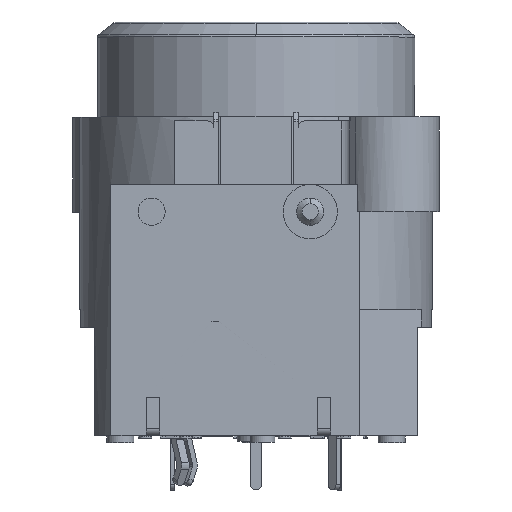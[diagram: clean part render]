
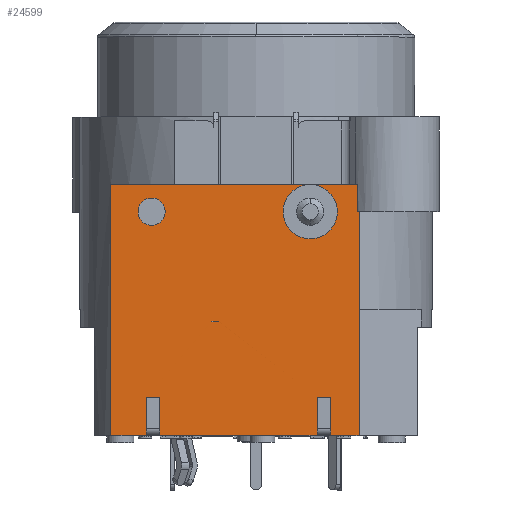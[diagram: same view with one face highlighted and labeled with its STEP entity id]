
A CAD part, top view. The second image highlights one B-rep face of the part: STEP entity #24599.
In plain terms, the highlighted planar face has unit normal (0, 0, 1).
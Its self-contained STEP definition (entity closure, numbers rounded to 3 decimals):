
#1142=DIRECTION('',(1.,0.,0.));
#1143=VECTOR('',#1142,11.6);
#1144=CARTESIAN_POINT('',(-7.1,-30.5,14.5));
#1145=LINE('',#1144,#1143);
#1146=DIRECTION('',(1.,0.,0.));
#1147=VECTOR('',#1146,2.1);
#1148=CARTESIAN_POINT('',(5.5,-30.5,14.5));
#1149=LINE('',#1148,#1147);
#1188=DIRECTION('',(1.,0.,0.));
#1189=VECTOR('',#1188,2.6);
#1190=CARTESIAN_POINT('',(-10.7,-30.5,14.5));
#1191=LINE('',#1190,#1189);
#5214=CARTESIAN_POINT('',(-7.7,-14.,14.5));
#5215=DIRECTION('',(0.,0.,1.));
#5216=DIRECTION('',(0.,1.,0.));
#5217=AXIS2_PLACEMENT_3D('',#5214,#5215,#5216);
#5219=CARTESIAN_POINT('',(-7.7,-14.,14.5));
#5220=DIRECTION('',(0.,0.,1.));
#5221=DIRECTION('',(0.,-1.,0.));
#5222=AXIS2_PLACEMENT_3D('',#5219,#5220,#5221);
#5224=CARTESIAN_POINT('',(4.,-14.,14.5));
#5225=DIRECTION('',(0.,0.,1.));
#5226=DIRECTION('',(0.,1.,0.));
#5227=AXIS2_PLACEMENT_3D('',#5224,#5225,#5226);
#5229=CARTESIAN_POINT('',(4.,-14.,14.5));
#5230=DIRECTION('',(0.,0.,1.));
#5231=DIRECTION('',(0.,-1.,0.));
#5232=AXIS2_PLACEMENT_3D('',#5229,#5230,#5231);
#5234=DIRECTION('',(0.,-1.,0.));
#5235=VECTOR('',#5234,2.);
#5236=CARTESIAN_POINT('',(7.5,-12.,14.5));
#5237=LINE('',#5236,#5235);
#5238=DIRECTION('',(1.,0.,0.));
#5239=VECTOR('',#5238,0.1);
#5240=CARTESIAN_POINT('',(7.5,-14.,14.5));
#5241=LINE('',#5240,#5239);
#5242=DIRECTION('',(0.,-1.,0.));
#5243=VECTOR('',#5242,16.5);
#5244=CARTESIAN_POINT('',(7.6,-14.,14.5));
#5245=LINE('',#5244,#5243);
#5264=DIRECTION('',(1.,0.,0.));
#5265=VECTOR('',#5264,0.5);
#5266=CARTESIAN_POINT('',(-3.251,-22.061,14.5));
#5267=LINE('',#5266,#5265);
#5268=CARTESIAN_POINT('',(-2.751,-22.061,14.5));
#5269=CARTESIAN_POINT('',(-2.751,-22.065,14.5));
#5270=CARTESIAN_POINT('',(-2.751,-22.074,
14.5));
#5271=CARTESIAN_POINT('',(-2.751,-22.087,
14.501));
#5272=CARTESIAN_POINT('',(-2.751,-22.096,
14.498));
#5273=CARTESIAN_POINT('',(-2.751,-22.1,14.498));
#5275=DIRECTION('',(-1.,0.,0.));
#5276=VECTOR('',#5275,0.5);
#5277=CARTESIAN_POINT('',(-2.751,-22.1,14.498));
#5278=LINE('',#5277,#5276);
#5279=CARTESIAN_POINT('',(-3.251,-22.1,14.498));
#5280=CARTESIAN_POINT('',(-3.251,-22.096,
14.498));
#5281=CARTESIAN_POINT('',(-3.251,-22.087,
14.501));
#5282=CARTESIAN_POINT('',(-3.251,-22.074,
14.5));
#5283=CARTESIAN_POINT('',(-3.251,-22.065,14.5));
#5284=CARTESIAN_POINT('',(-3.251,-22.061,14.5));
#5286=DIRECTION('',(0.,-1.,0.));
#5287=VECTOR('',#5286,2.8);
#5288=CARTESIAN_POINT('',(-7.1,-27.7,14.5));
#5289=LINE('',#5288,#5287);
#5307=DIRECTION('',(0.,1.,0.));
#5308=VECTOR('',#5307,2.8);
#5309=CARTESIAN_POINT('',(-8.1,-30.5,14.5));
#5310=LINE('',#5309,#5308);
#5324=DIRECTION('',(1.,0.,0.));
#5325=VECTOR('',#5324,1.);
#5326=CARTESIAN_POINT('',(-8.1,-27.7,14.5));
#5327=LINE('',#5326,#5325);
#5336=DIRECTION('',(0.,-1.,0.));
#5337=VECTOR('',#5336,18.5);
#5338=CARTESIAN_POINT('',(-10.7,-12.,14.5));
#5339=LINE('',#5338,#5337);
#5752=DIRECTION('',(-1.,0.,0.));
#5753=VECTOR('',#5752,3.5);
#5754=CARTESIAN_POINT('',(7.5,-12.,14.5));
#5755=LINE('',#5754,#5753);
#5756=DIRECTION('',(-1.,0.,0.));
#5757=VECTOR('',#5756,14.7);
#5758=CARTESIAN_POINT('',(4.,-12.,14.5));
#5759=LINE('',#5758,#5757);
#12746=DIRECTION('',(0.,-1.,0.));
#12747=VECTOR('',#12746,2.8);
#12748=CARTESIAN_POINT('',(5.5,-27.7,14.5));
#12749=LINE('',#12748,#12747);
#12767=DIRECTION('',(0.,1.,0.));
#12768=VECTOR('',#12767,2.8);
#12769=CARTESIAN_POINT('',(4.5,-30.5,14.5));
#12770=LINE('',#12769,#12768);
#12784=DIRECTION('',(1.,0.,0.));
#12785=VECTOR('',#12784,1.);
#12786=CARTESIAN_POINT('',(4.5,-27.7,14.5));
#12787=LINE('',#12786,#12785);
#13434=CARTESIAN_POINT('',(5.5,-30.5,14.5));
#13435=CARTESIAN_POINT('',(4.5,-30.5,14.5));
#13436=VERTEX_POINT('',#13434);
#13437=VERTEX_POINT('',#13435);
#13438=CARTESIAN_POINT('',(7.6,-30.5,14.5));
#13439=VERTEX_POINT('',#13438);
#13456=CARTESIAN_POINT('',(-10.7,-30.5,14.5));
#13457=VERTEX_POINT('',#13456);
#13458=CARTESIAN_POINT('',(-8.1,-30.5,14.5));
#13459=VERTEX_POINT('',#13458);
#13460=CARTESIAN_POINT('',(-7.1,-30.5,14.5));
#13461=VERTEX_POINT('',#13460);
#14242=CARTESIAN_POINT('',(4.5,-27.7,14.5));
#14243=VERTEX_POINT('',#14242);
#14246=CARTESIAN_POINT('',(-7.1,-27.7,14.5));
#14247=VERTEX_POINT('',#14246);
#14248=CARTESIAN_POINT('',(-8.1,-27.7,14.5));
#14249=VERTEX_POINT('',#14248);
#14250=CARTESIAN_POINT('',(-10.7,-12.,14.5));
#14251=VERTEX_POINT('',#14250);
#14252=CARTESIAN_POINT('',(4.,-12.,14.5));
#14253=VERTEX_POINT('',#14252);
#14254=CARTESIAN_POINT('',(4.,-16.,14.5));
#14255=VERTEX_POINT('',#14254);
#14256=CARTESIAN_POINT('',(7.5,-12.,14.5));
#14257=VERTEX_POINT('',#14256);
#14258=CARTESIAN_POINT('',(7.5,-14.,14.5));
#14259=VERTEX_POINT('',#14258);
#14260=CARTESIAN_POINT('',(7.6,-14.,14.5));
#14261=VERTEX_POINT('',#14260);
#14262=CARTESIAN_POINT('',(5.5,-27.7,14.5));
#14263=VERTEX_POINT('',#14262);
#14264=CARTESIAN_POINT('',(-2.751,-22.1,14.498));
#14265=CARTESIAN_POINT('',(-3.251,-22.1,14.498));
#14266=VERTEX_POINT('',#14264);
#14267=VERTEX_POINT('',#14265);
#14268=CARTESIAN_POINT('',(-7.7,-13.,14.5));
#14269=CARTESIAN_POINT('',(-7.7,-15.,14.5));
#14270=VERTEX_POINT('',#14268);
#14271=VERTEX_POINT('',#14269);
#17016=CARTESIAN_POINT('',(-3.251,-22.061,14.5));
#17017=CARTESIAN_POINT('',(-2.751,-22.061,14.5));
#17018=VERTEX_POINT('',#17016);
#17019=VERTEX_POINT('',#17017);
#24545=CARTESIAN_POINT('',(7.5,-12.,14.5));
#24546=DIRECTION('',(0.,0.,1.));
#24547=DIRECTION('',(-1.,0.,0.));
#24548=AXIS2_PLACEMENT_3D('',#24545,#24546,#24547);
#24549=PLANE('',#24548);
#24550=ORIENTED_EDGE('',*,*,#17294,.F.);
#24552=ORIENTED_EDGE('',*,*,#24551,.F.);
#24554=ORIENTED_EDGE('',*,*,#24553,.F.);
#24556=ORIENTED_EDGE('',*,*,#24555,.F.);
#24557=ORIENTED_EDGE('',*,*,#17318,.F.);
#24559=ORIENTED_EDGE('',*,*,#24558,.F.);
#24561=ORIENTED_EDGE('',*,*,#24560,.F.);
#24563=ORIENTED_EDGE('',*,*,#24562,.T.);
#24565=ORIENTED_EDGE('',*,*,#24564,.T.);
#24567=ORIENTED_EDGE('',*,*,#24566,.F.);
#24569=ORIENTED_EDGE('',*,*,#24568,.T.);
#24571=ORIENTED_EDGE('',*,*,#24570,.T.);
#24573=ORIENTED_EDGE('',*,*,#24572,.T.);
#24574=ORIENTED_EDGE('',*,*,#17298,.F.);
#24576=ORIENTED_EDGE('',*,*,#24575,.F.);
#24578=ORIENTED_EDGE('',*,*,#24577,.F.);
#24580=ORIENTED_EDGE('',*,*,#24579,.F.);
#24581=EDGE_LOOP('',(#24550,#24552,#24554,#24556,#24557,#24559,#24561,#24563,
#24565,#24567,#24569,#24571,#24573,#24574,#24576,#24578,#24580));
#24582=FACE_OUTER_BOUND('',#24581,.F.);
#24584=ORIENTED_EDGE('',*,*,#24583,.F.);
#24586=ORIENTED_EDGE('',*,*,#24585,.F.);
#24588=ORIENTED_EDGE('',*,*,#24587,.F.);
#24590=ORIENTED_EDGE('',*,*,#24589,.F.);
#24591=EDGE_LOOP('',(#24584,#24586,#24588,#24590));
#24592=FACE_BOUND('',#24591,.F.);
#24594=ORIENTED_EDGE('',*,*,#24593,.T.);
#24596=ORIENTED_EDGE('',*,*,#24595,.T.);
#24597=EDGE_LOOP('',(#24594,#24596));
#24598=FACE_BOUND('',#24597,.F.);
#5218=CIRCLE('',#5217,1.);
#5223=CIRCLE('',#5222,1.);
#5228=CIRCLE('',#5227,2.);
#5233=CIRCLE('',#5232,2.);
#5274=B_SPLINE_CURVE_WITH_KNOTS('',3,(#5268,#5269,#5270,#5271,#5272,#5273),
.UNSPECIFIED.,.F.,.F.,(4,1,1,4),(0.,0.333,0.667,1.),
.UNSPECIFIED.);
#5285=B_SPLINE_CURVE_WITH_KNOTS('',3,(#5279,#5280,#5281,#5282,#5283,#5284),
.UNSPECIFIED.,.F.,.F.,(4,1,1,4),(0.,0.333,0.667,1.),
.UNSPECIFIED.);
#17294=EDGE_CURVE('',#13461,#13437,#1145,.T.);
#17298=EDGE_CURVE('',#13436,#13439,#1149,.T.);
#17318=EDGE_CURVE('',#13457,#13459,#1191,.T.);
#24551=EDGE_CURVE('',#14247,#13461,#5289,.T.);
#24553=EDGE_CURVE('',#14249,#14247,#5327,.T.);
#24555=EDGE_CURVE('',#13459,#14249,#5310,.T.);
#24558=EDGE_CURVE('',#14251,#13457,#5339,.T.);
#24560=EDGE_CURVE('',#14253,#14251,#5759,.T.);
#24562=EDGE_CURVE('',#14253,#14255,#5228,.T.);
#24564=EDGE_CURVE('',#14255,#14253,#5233,.T.);
#24566=EDGE_CURVE('',#14257,#14253,#5755,.T.);
#24568=EDGE_CURVE('',#14257,#14259,#5237,.T.);
#24570=EDGE_CURVE('',#14259,#14261,#5241,.T.);
#24572=EDGE_CURVE('',#14261,#13439,#5245,.T.);
#24575=EDGE_CURVE('',#14263,#13436,#12749,.T.);
#24577=EDGE_CURVE('',#14243,#14263,#12787,.T.);
#24579=EDGE_CURVE('',#13437,#14243,#12770,.T.);
#24583=EDGE_CURVE('',#17019,#14266,#5274,.T.);
#24585=EDGE_CURVE('',#17018,#17019,#5267,.T.);
#24587=EDGE_CURVE('',#14267,#17018,#5285,.T.);
#24589=EDGE_CURVE('',#14266,#14267,#5278,.T.);
#24593=EDGE_CURVE('',#14270,#14271,#5218,.T.);
#24595=EDGE_CURVE('',#14271,#14270,#5223,.T.);
#24599=ADVANCED_FACE('',(#24582,#24592,#24598),#24549,.T.);
